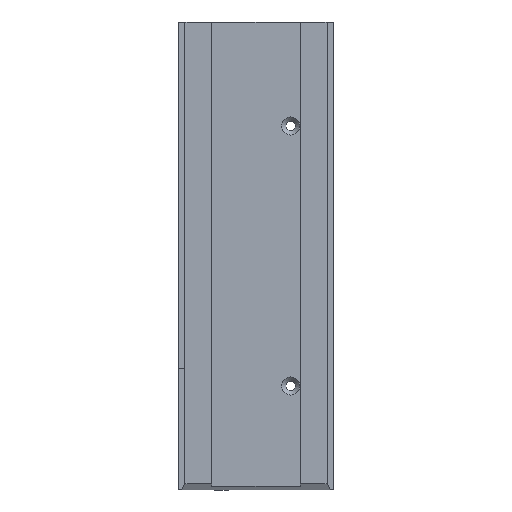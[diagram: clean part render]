
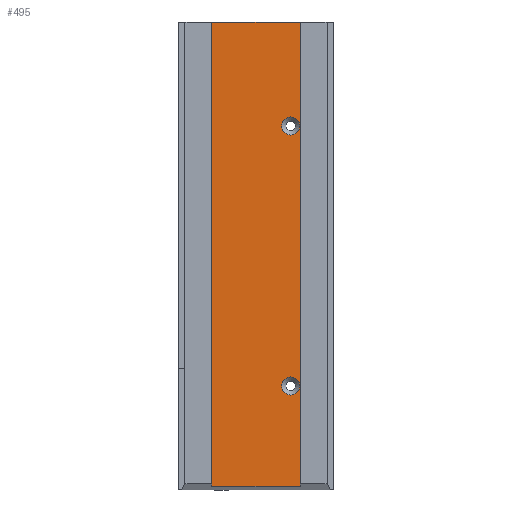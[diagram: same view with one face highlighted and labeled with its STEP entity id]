
A CAD part, top view. The second image highlights one B-rep face of the part: STEP entity #495.
In plain terms, the highlighted planar face has unit normal (0, 0, 1).
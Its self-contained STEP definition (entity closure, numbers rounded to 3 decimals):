
#24=CIRCLE('',#536,5.25);
#25=CIRCLE('',#537,5.25);
#54=ORIENTED_EDGE('',*,*,#185,.T.);
#55=ORIENTED_EDGE('',*,*,#186,.T.);
#56=ORIENTED_EDGE('',*,*,#187,.T.);
#57=ORIENTED_EDGE('',*,*,#188,.T.);
#58=ORIENTED_EDGE('',*,*,#183,.F.);
#59=ORIENTED_EDGE('',*,*,#168,.T.);
#168=EDGE_CURVE('',#236,#235,#281,.T.);
#183=EDGE_CURVE('',#236,#249,#296,.T.);
#185=EDGE_CURVE('',#250,#250,#24,.T.);
#186=EDGE_CURVE('',#251,#251,#25,.T.);
#187=EDGE_CURVE('',#235,#252,#298,.T.);
#188=EDGE_CURVE('',#252,#249,#299,.T.);
#235=VERTEX_POINT('',#704);
#236=VERTEX_POINT('',#706);
#249=VERTEX_POINT('',#736);
#250=VERTEX_POINT('',#740);
#251=VERTEX_POINT('',#742);
#252=VERTEX_POINT('',#744);
#281=LINE('',#705,#342);
#296=LINE('',#735,#357);
#298=LINE('',#743,#359);
#299=LINE('',#745,#360);
#342=VECTOR('',#573,1000.);
#357=VECTOR('',#592,1000.);
#359=VECTOR('',#600,1000.);
#360=VECTOR('',#601,1000.);
#402=EDGE_LOOP('',(#54));
#403=EDGE_LOOP('',(#55));
#404=EDGE_LOOP('',(#56,#57,#58,#59));
#437=FACE_BOUND('',#402,.T.);
#438=FACE_BOUND('',#403,.T.);
#439=FACE_BOUND('',#404,.T.);
#472=PLANE('',#535);
#495=ADVANCED_FACE('',(#437,#438,#439),#472,.T.);
#535=AXIS2_PLACEMENT_3D('',#738,#594,#595);
#536=AXIS2_PLACEMENT_3D('',#739,#596,#597);
#537=AXIS2_PLACEMENT_3D('',#741,#598,#599);
#573=DIRECTION('',(-1.,0.,0.));
#592=DIRECTION('',(0.,-1.,0.));
#594=DIRECTION('',(0.,0.,1.));
#595=DIRECTION('',(1.,0.,0.));
#596=DIRECTION('',(0.,0.,-1.));
#597=DIRECTION('',(0.,1.,0.));
#598=DIRECTION('',(0.,0.,-1.));
#599=DIRECTION('',(0.,1.,0.));
#600=DIRECTION('',(0.,-1.,0.));
#601=DIRECTION('',(1.,0.,0.));
#704=CARTESIAN_POINT('',(-25.5,270.,9.5));
#705=CARTESIAN_POINT('',(25.5,270.,9.5));
#706=CARTESIAN_POINT('',(25.5,270.,9.5));
#735=CARTESIAN_POINT('',(25.5,270.,9.5));
#736=CARTESIAN_POINT('',(25.5,2.078,9.5));
#738=CARTESIAN_POINT('',(25.5,270.,9.5));
#739=CARTESIAN_POINT('',(20.,210.,9.5));
#740=CARTESIAN_POINT('',(20.,215.25,9.5));
#741=CARTESIAN_POINT('',(20.,60.,9.5));
#742=CARTESIAN_POINT('',(20.,65.25,9.5));
#743=CARTESIAN_POINT('',(-25.5,270.,9.5));
#744=CARTESIAN_POINT('',(-25.5,2.078,9.5));
#745=CARTESIAN_POINT('',(25.5,2.078,9.5));
